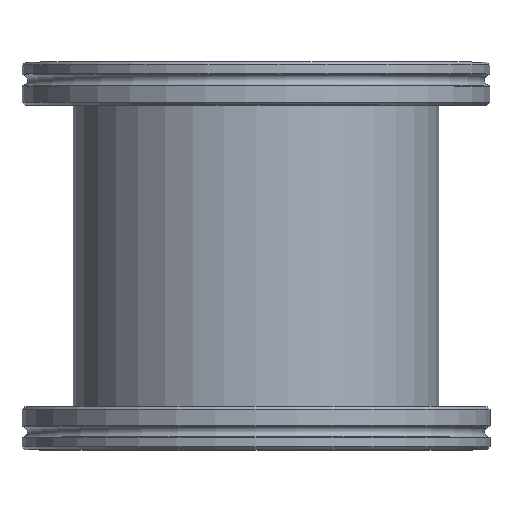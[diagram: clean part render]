
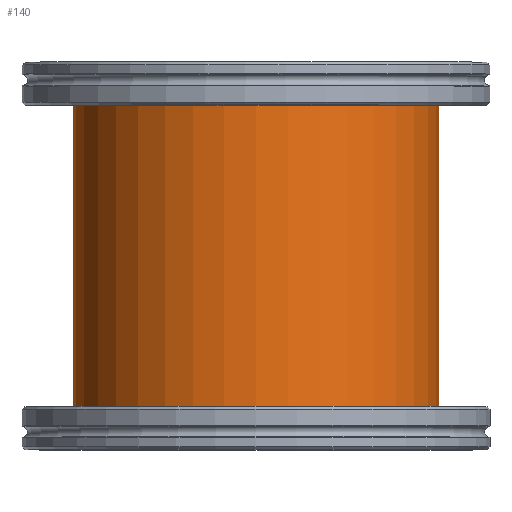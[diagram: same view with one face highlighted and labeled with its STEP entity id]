
A CAD part, top view. The second image highlights one B-rep face of the part: STEP entity #140.
In plain terms, the highlighted cylindrical face has radius 50.8 mm (diameter 101.6 mm), a full revolution.
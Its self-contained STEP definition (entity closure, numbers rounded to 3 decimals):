
#1 = EDGE_CURVE ( 'NONE', #519, #519, #295, .T. ) ;
#30 = AXIS2_PLACEMENT_3D ( 'NONE', #479, #209, #168 ) ;
#83 = DIRECTION ( 'NONE',  ( 0., 0., -1. ) ) ;
#94 = VERTEX_POINT ( 'NONE', #358 ) ;
#139 = EDGE_CURVE ( 'NONE', #94, #94, #366, .T. ) ;
#140 = ADVANCED_FACE ( 'NONE', ( #527, #406 ), #143, .T. ) ;
#143 = CYLINDRICAL_SURFACE ( 'NONE', #30, 50.8 ) ;
#168 = DIRECTION ( 'NONE',  ( 0., 0., -1. ) ) ;
#190 = ORIENTED_EDGE ( 'NONE', *, *, #1, .T. ) ;
#200 = ORIENTED_EDGE ( 'NONE', *, *, #139, .F. ) ;
#209 = DIRECTION ( 'NONE',  ( 1., 0., 0. ) ) ;
#239 = AXIS2_PLACEMENT_3D ( 'NONE', #335, #598, #471 ) ;
#295 = CIRCLE ( 'NONE', #239, 50.8 ) ;
#335 = CARTESIAN_POINT ( 'NONE',  ( 0., 0., 0. ) ) ;
#341 = EDGE_LOOP ( 'NONE', ( #200 ) ) ;
#358 = CARTESIAN_POINT ( 'NONE',  ( 93.7, 0., -50.8 ) ) ;
#359 = DIRECTION ( 'NONE',  ( 1., 0., 0. ) ) ;
#360 = CARTESIAN_POINT ( 'NONE',  ( 93.7, 0., 0. ) ) ;
#361 = EDGE_LOOP ( 'NONE', ( #190 ) ) ;
#366 = CIRCLE ( 'NONE', #455, 50.8 ) ;
#406 = FACE_OUTER_BOUND ( 'NONE', #341, .T. ) ;
#455 = AXIS2_PLACEMENT_3D ( 'NONE', #360, #359, #83 ) ;
#471 = DIRECTION ( 'NONE',  ( 0., 0., -1. ) ) ;
#479 = CARTESIAN_POINT ( 'NONE',  ( 0., 0., 0. ) ) ;
#519 = VERTEX_POINT ( 'NONE', #579 ) ;
#527 = FACE_OUTER_BOUND ( 'NONE', #361, .T. ) ;
#579 = CARTESIAN_POINT ( 'NONE',  ( 0., 0., -50.8 ) ) ;
#598 = DIRECTION ( 'NONE',  ( 1., 0., 0. ) ) ;
